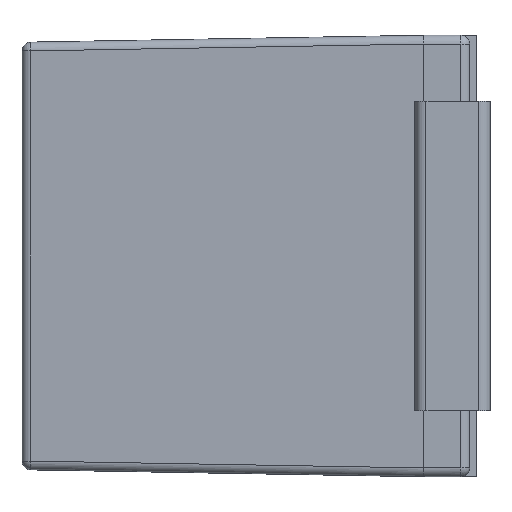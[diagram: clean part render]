
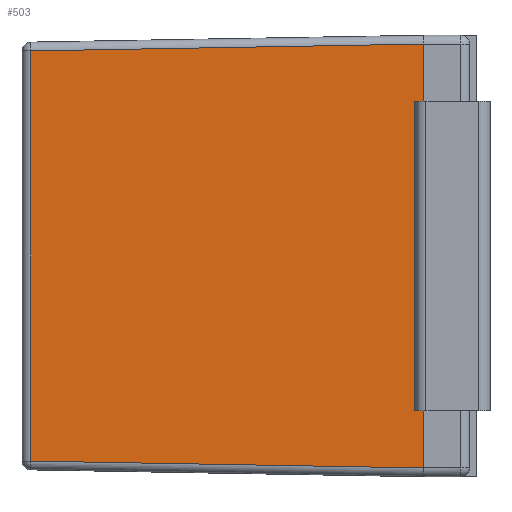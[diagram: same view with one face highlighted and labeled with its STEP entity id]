
A CAD part, left-side view. The second image highlights one B-rep face of the part: STEP entity #503.
In plain terms, the highlighted planar face has unit normal (-1, 0.018, 0).
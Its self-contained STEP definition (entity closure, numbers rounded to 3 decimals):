
#4 = CARTESIAN_POINT ( 'NONE',  ( -2.422, 5.202, -2.322 ) ) ;
#175 = VECTOR ( 'NONE', #1911, 1000. ) ;
#189 = AXIS2_PLACEMENT_3D ( 'NONE', #1499, #248, #1829 ) ;
#226 = LINE ( 'NONE', #422, #2000 ) ;
#239 = DIRECTION ( 'NONE',  ( 0.017, 1., -0.017 ) ) ;
#248 = DIRECTION ( 'NONE',  ( -1., 0.017, 0. ) ) ;
#422 = CARTESIAN_POINT ( 'NONE',  ( -2.5, 0.75, 2.5 ) ) ;
#453 = CARTESIAN_POINT ( 'NONE',  ( -2.5, 0.748, -2.4 ) ) ;
#469 = ORIENTED_EDGE ( 'NONE', *, *, #1055, .F. ) ;
#503 = ADVANCED_FACE ( 'NONE', ( #1665 ), #729, .T. ) ;
#519 = CARTESIAN_POINT ( 'NONE',  ( -2.499, 0.835, 2.399 ) ) ;
#549 = EDGE_CURVE ( 'NONE', #1792, #1554, #1020, .T. ) ;
#603 = DIRECTION ( 'NONE',  ( 0., 0., -1. ) ) ;
#609 = DIRECTION ( 'NONE',  ( -0.017, -1., -0.017 ) ) ;
#693 = VERTEX_POINT ( 'NONE', #798 ) ;
#727 = CARTESIAN_POINT ( 'NONE',  ( -2.5, 0.75, 2.5 ) ) ;
#729 = PLANE ( 'NONE',  #189 ) ;
#781 = LINE ( 'NONE', #519, #1551 ) ;
#798 = CARTESIAN_POINT ( 'NONE',  ( -2.5, 0.75, -2.4 ) ) ;
#844 = CARTESIAN_POINT ( 'NONE',  ( -2.5, 0.75, 2.5 ) ) ;
#853 = CARTESIAN_POINT ( 'NONE',  ( -2.5, 0.75, -2.4 ) ) ;
#932 = CARTESIAN_POINT ( 'NONE',  ( -2.422, 5.202, -2.421 ) ) ;
#934 = ORIENTED_EDGE ( 'NONE', *, *, #1751, .T. ) ;
#1020 = LINE ( 'NONE', #453, #1432 ) ;
#1055 = EDGE_CURVE ( 'NONE', #1711, #693, #226, .T. ) ;
#1058 = DIRECTION ( 'NONE',  ( 0., 0., -1. ) ) ;
#1104 = EDGE_CURVE ( 'NONE', #1789, #1711, #1806, .T. ) ;
#1163 = ORIENTED_EDGE ( 'NONE', *, *, #549, .T. ) ;
#1239 = EDGE_LOOP ( 'NONE', ( #934, #1163, #1246, #469, #1436, #1259 ) ) ;
#1246 = ORIENTED_EDGE ( 'NONE', *, *, #1402, .F. ) ;
#1259 = ORIENTED_EDGE ( 'NONE', *, *, #1523, .T. ) ;
#1304 = CARTESIAN_POINT ( 'NONE',  ( -2.422, 5.202, 2.322 ) ) ;
#1331 = VERTEX_POINT ( 'NONE', #1304 ) ;
#1402 = EDGE_CURVE ( 'NONE', #693, #1554, #1635, .T. ) ;
#1432 = VECTOR ( 'NONE', #609, 1000. ) ;
#1436 = ORIENTED_EDGE ( 'NONE', *, *, #1104, .F. ) ;
#1499 = CARTESIAN_POINT ( 'NONE',  ( -2.5, 0.75, -2.5 ) ) ;
#1523 = EDGE_CURVE ( 'NONE', #1789, #1331, #781, .T. ) ;
#1551 = VECTOR ( 'NONE', #239, 1000. ) ;
#1553 = VECTOR ( 'NONE', #1058, 1000. ) ;
#1554 = VERTEX_POINT ( 'NONE', #853 ) ;
#1609 = VECTOR ( 'NONE', #603, 1000. ) ;
#1635 = LINE ( 'NONE', #844, #175 ) ;
#1652 = LINE ( 'NONE', #932, #1609 ) ;
#1653 = DIRECTION ( 'NONE',  ( 0., 0., -1. ) ) ;
#1665 = FACE_OUTER_BOUND ( 'NONE', #1239, .T. ) ;
#1711 = VERTEX_POINT ( 'NONE', #1987 ) ;
#1751 = EDGE_CURVE ( 'NONE', #1331, #1792, #1652, .T. ) ;
#1789 = VERTEX_POINT ( 'NONE', #1993 ) ;
#1792 = VERTEX_POINT ( 'NONE', #4 ) ;
#1806 = LINE ( 'NONE', #727, #1553 ) ;
#1829 = DIRECTION ( 'NONE',  ( -0.017, -1., 0. ) ) ;
#1911 = DIRECTION ( 'NONE',  ( 0., 0., -1. ) ) ;
#1987 = CARTESIAN_POINT ( 'NONE',  ( -2.5, 0.75, 2.4 ) ) ;
#1993 = CARTESIAN_POINT ( 'NONE',  ( -2.5, 0.75, 2.4 ) ) ;
#2000 = VECTOR ( 'NONE', #1653, 1000. ) ;
